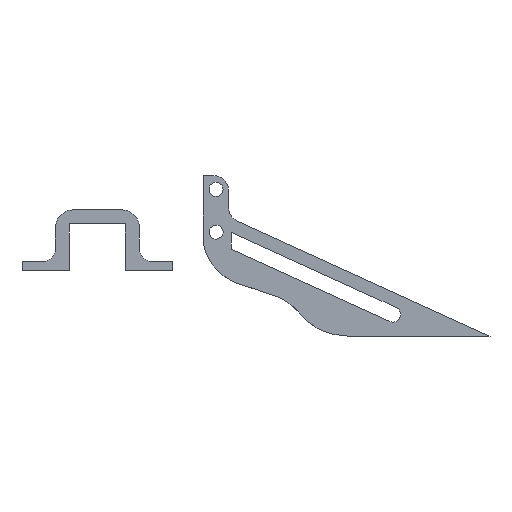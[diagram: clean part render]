
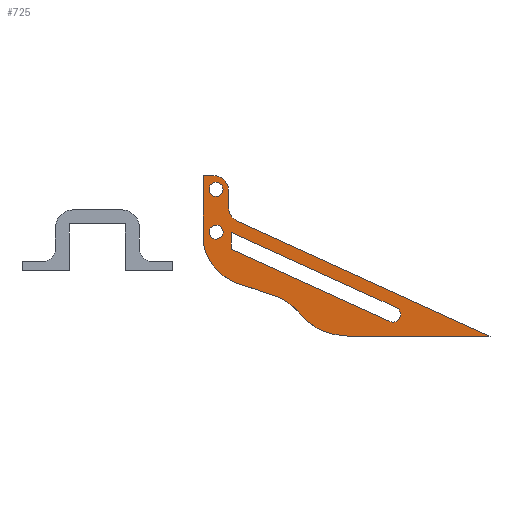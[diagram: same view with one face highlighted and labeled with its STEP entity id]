
A CAD part, left-side view. The second image highlights one B-rep face of the part: STEP entity #725.
In plain terms, the highlighted planar face has unit normal (-1, 0, 0).
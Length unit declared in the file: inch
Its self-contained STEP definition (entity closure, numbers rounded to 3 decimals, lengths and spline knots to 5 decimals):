
#14=(
BOUNDED_CURVE()
B_SPLINE_CURVE(5,(#1137,#1138,#1139,#1140,#1141,#1142,#1143,#1144,#1145,
#1146,#1147,#1148,#1149,#1150,#1151,#1152,#1153,#1154,#1155,#1156,#1157,
#1158,#1159,#1160,#1161),.UNSPECIFIED.,.F.,.F.)
B_SPLINE_CURVE_WITH_KNOTS((6,1,1,1,1,1,1,1,1,1,1,1,1,1,1,1,1,1,1,1,6),(0.,
0.05,0.1,0.15,0.2,0.25,0.3,0.35,0.4,0.45,0.5,0.55,0.6,0.65,0.7,0.75,0.8,
0.85,0.9,0.95,1.),.UNSPECIFIED.)
CURVE()
GEOMETRIC_REPRESENTATION_ITEM()
RATIONAL_B_SPLINE_CURVE((1.,1.,1.,1.,1.,1.,1.,1.,1.,1.,1.,1.,1.,1.,1.,1.,
1.,1.,1.,1.,1.,1.,1.,1.,1.))
REPRESENTATION_ITEM('')
);
#24=FACE_BOUND('',#120,.T.);
#25=FACE_BOUND('',#121,.T.);
#26=FACE_BOUND('',#122,.T.);
#44=PLANE('',#782);
#77=FACE_OUTER_BOUND('',#119,.T.);
#119=EDGE_LOOP('',(#603,#604,#605,#606,#607,#608,#609,#610));
#120=EDGE_LOOP('',(#611));
#121=EDGE_LOOP('',(#612,#613,#614,#615));
#122=EDGE_LOOP('',(#616,#617,#618));
#186=LINE('',#1133,#262);
#187=LINE('',#1135,#263);
#188=LINE('',#1163,#264);
#189=LINE('',#1165,#265);
#190=LINE('',#1168,#266);
#191=LINE('',#1171,#267);
#192=LINE('',#1173,#268);
#193=LINE('',#1176,#269);
#194=LINE('',#1182,#270);
#262=VECTOR('',#930,0.3937);
#263=VECTOR('',#931,0.3937);
#264=VECTOR('',#932,0.3937);
#265=VECTOR('',#933,0.3937);
#266=VECTOR('',#936,0.3937);
#267=VECTOR('',#937,0.3937);
#268=VECTOR('',#938,0.3937);
#269=VECTOR('',#941,0.3937);
#270=VECTOR('',#946,0.3937);
#306=CIRCLE('',#778,0.05906);
#308=CIRCLE('',#781,0.125);
#309=CIRCLE('',#783,0.125);
#310=CIRCLE('',#784,0.06437);
#311=CIRCLE('',#785,0.06437);
#312=CIRCLE('',#786,0.05906);
#354=VERTEX_POINT('',#1119);
#357=VERTEX_POINT('',#1126);
#358=VERTEX_POINT('',#1128);
#359=VERTEX_POINT('',#1132);
#360=VERTEX_POINT('',#1134);
#361=VERTEX_POINT('',#1136);
#362=VERTEX_POINT('',#1162);
#363=VERTEX_POINT('',#1164);
#364=VERTEX_POINT('',#1166);
#365=VERTEX_POINT('',#1169);
#366=VERTEX_POINT('',#1170);
#367=VERTEX_POINT('',#1172);
#368=VERTEX_POINT('',#1174);
#369=VERTEX_POINT('',#1177);
#370=VERTEX_POINT('',#1178);
#371=VERTEX_POINT('',#1180);
#441=EDGE_CURVE('',#354,#354,#306,.T.);
#444=EDGE_CURVE('',#357,#358,#308,.T.);
#446=EDGE_CURVE('',#359,#357,#186,.T.);
#447=EDGE_CURVE('',#360,#359,#187,.T.);
#448=EDGE_CURVE('',#360,#361,#14,.T.);
#449=EDGE_CURVE('',#362,#361,#188,.T.);
#450=EDGE_CURVE('',#363,#362,#189,.T.);
#451=EDGE_CURVE('',#364,#363,#309,.T.);
#452=EDGE_CURVE('',#364,#358,#190,.T.);
#453=EDGE_CURVE('',#365,#366,#191,.T.);
#454=EDGE_CURVE('',#367,#365,#192,.T.);
#455=EDGE_CURVE('',#368,#367,#310,.T.);
#456=EDGE_CURVE('',#366,#368,#193,.T.);
#457=EDGE_CURVE('',#369,#370,#311,.T.);
#458=EDGE_CURVE('',#371,#369,#312,.T.);
#459=EDGE_CURVE('',#370,#371,#194,.T.);
#603=ORIENTED_EDGE('',*,*,#444,.F.);
#604=ORIENTED_EDGE('',*,*,#446,.F.);
#605=ORIENTED_EDGE('',*,*,#447,.F.);
#606=ORIENTED_EDGE('',*,*,#448,.T.);
#607=ORIENTED_EDGE('',*,*,#449,.F.);
#608=ORIENTED_EDGE('',*,*,#450,.F.);
#609=ORIENTED_EDGE('',*,*,#451,.F.);
#610=ORIENTED_EDGE('',*,*,#452,.T.);
#611=ORIENTED_EDGE('',*,*,#441,.T.);
#612=ORIENTED_EDGE('',*,*,#453,.F.);
#613=ORIENTED_EDGE('',*,*,#454,.F.);
#614=ORIENTED_EDGE('',*,*,#455,.F.);
#615=ORIENTED_EDGE('',*,*,#456,.F.);
#616=ORIENTED_EDGE('',*,*,#457,.F.);
#617=ORIENTED_EDGE('',*,*,#458,.F.);
#618=ORIENTED_EDGE('',*,*,#459,.F.);
#725=ADVANCED_FACE('',(#77,#24,#25,#26),#44,.F.);
#778=AXIS2_PLACEMENT_3D('',#1121,#918,#919);
#781=AXIS2_PLACEMENT_3D('',#1129,#925,#926);
#782=AXIS2_PLACEMENT_3D('',#1131,#928,#929);
#783=AXIS2_PLACEMENT_3D('',#1167,#934,#935);
#784=AXIS2_PLACEMENT_3D('',#1175,#939,#940);
#785=AXIS2_PLACEMENT_3D('',#1179,#942,#943);
#786=AXIS2_PLACEMENT_3D('',#1181,#944,#945);
#918=DIRECTION('center_axis',(1.,0.,0.));
#919=DIRECTION('ref_axis',(0.,1.,0.));
#925=DIRECTION('center_axis',(1.,0.,0.));
#926=DIRECTION('ref_axis',(0.,-0.707,0.707));
#928=DIRECTION('center_axis',(1.,0.,0.));
#929=DIRECTION('ref_axis',(0.,1.,0.));
#930=DIRECTION('',(0.,-1.,0.));
#931=DIRECTION('',(0.,0.,1.));
#932=DIRECTION('',(0.,1.,0.));
#933=DIRECTION('',(0.,-0.91,-0.415));
#934=DIRECTION('center_axis',(-1.,0.,0.));
#935=DIRECTION('ref_axis',(0.,0.841,-0.541));
#936=DIRECTION('',(0.,0.,1.));
#937=DIRECTION('',(0.,0.,-1.));
#938=DIRECTION('',(0.,0.91,0.414));
#939=DIRECTION('center_axis',(-1.,0.,0.));
#940=DIRECTION('ref_axis',(0.,-0.414,0.91));
#941=DIRECTION('',(0.,-0.91,-0.414));
#942=DIRECTION('center_axis',(-1.,0.,0.));
#943=DIRECTION('ref_axis',(0.,0.414,-0.91));
#944=DIRECTION('center_axis',(-1.,0.,0.));
#945=DIRECTION('ref_axis',(0.,1.,0.));
#946=DIRECTION('',(0.,0.,1.));
#1119=CARTESIAN_POINT('',(8.00333,0.20401,0.68434));
#1121=CARTESIAN_POINT('Origin',(8.00333,0.26307,0.68434));
#1126=CARTESIAN_POINT('',(8.00333,0.28191,0.79997));
#1128=CARTESIAN_POINT('',(8.00333,0.15691,0.67497));
#1129=CARTESIAN_POINT('Origin',(8.00333,0.28191,0.67497));
#1131=CARTESIAN_POINT('Origin',(8.00333,-0.83933,-0.05223));
#1132=CARTESIAN_POINT('',(8.00333,0.36923,0.79997));
#1133=CARTESIAN_POINT('',(8.00333,0.36923,0.79997));
#1134=CARTESIAN_POINT('',(8.00333,0.36923,0.22229));
#1135=CARTESIAN_POINT('',(8.00333,0.36923,-0.55444));
#1136=CARTESIAN_POINT('',(8.00333,-0.87577,-0.55444));
#1137=CARTESIAN_POINT('Ctrl Pts',(8.00333,0.36923,0.22229));
#1138=CARTESIAN_POINT('Ctrl Pts',(8.00333,0.36501,0.20416));
#1139=CARTESIAN_POINT('Ctrl Pts',(8.00333,0.3554,0.16904));
#1140=CARTESIAN_POINT('Ctrl Pts',(8.00333,0.33749,0.11978));
#1141=CARTESIAN_POINT('Ctrl Pts',(8.00333,0.30657,0.06096));
#1142=CARTESIAN_POINT('Ctrl Pts',(8.00333,0.25624,-0.00115));
#1143=CARTESIAN_POINT('Ctrl Pts',(8.00333,0.19468,-0.05213));
#1144=CARTESIAN_POINT('Ctrl Pts',(8.00333,0.12304,-0.09281));
#1145=CARTESIAN_POINT('Ctrl Pts',(8.00333,0.04342,-0.12478));
#1146=CARTESIAN_POINT('Ctrl Pts',(8.00333,-0.04065,
-0.15075));
#1147=CARTESIAN_POINT('Ctrl Pts',(8.00333,-0.12476,-0.17416));
#1148=CARTESIAN_POINT('Ctrl Pts',(8.00333,-0.20445,-0.19854));
#1149=CARTESIAN_POINT('Ctrl Pts',(8.00333,-0.276,-0.22689));
#1150=CARTESIAN_POINT('Ctrl Pts',(8.00333,-0.3372,-0.26118));
#1151=CARTESIAN_POINT('Ctrl Pts',(8.00333,-0.38828,-0.30158));
#1152=CARTESIAN_POINT('Ctrl Pts',(8.00333,-0.43225,-0.34623));
#1153=CARTESIAN_POINT('Ctrl Pts',(8.00333,-0.47357,-0.39222));
#1154=CARTESIAN_POINT('Ctrl Pts',(8.00333,-0.51718,-0.43621));
#1155=CARTESIAN_POINT('Ctrl Pts',(8.00333,-0.56743,-0.47528));
#1156=CARTESIAN_POINT('Ctrl Pts',(8.00333,-0.62703,-0.50757));
#1157=CARTESIAN_POINT('Ctrl Pts',(8.00333,-0.69748,-0.53209));
#1158=CARTESIAN_POINT('Ctrl Pts',(8.00333,-0.76301,-0.54515));
#1159=CARTESIAN_POINT('Ctrl Pts',(8.00333,-0.81737,-0.55123));
#1160=CARTESIAN_POINT('Ctrl Pts',(8.00333,-0.85592,-0.55364));
#1161=CARTESIAN_POINT('Ctrl Pts',(8.00333,-0.87577,-0.55444));
#1162=CARTESIAN_POINT('',(8.00333,-2.04788,-0.55444));
#1163=CARTESIAN_POINT('',(8.00333,-2.04788,-0.55444));
#1164=CARTESIAN_POINT('',(8.00333,0.08373,0.41663));
#1165=CARTESIAN_POINT('',(8.00333,0.15691,0.44997));
#1166=CARTESIAN_POINT('',(8.00333,0.15691,0.53038));
#1167=CARTESIAN_POINT('Origin',(8.00333,0.03191,0.53038));
#1168=CARTESIAN_POINT('',(8.00333,0.15691,0.44997));
#1169=CARTESIAN_POINT('',(8.00333,0.13614,0.32106));
#1170=CARTESIAN_POINT('',(8.00333,0.13614,0.17966));
#1171=CARTESIAN_POINT('',(8.00333,0.13614,0.25181));
#1172=CARTESIAN_POINT('',(8.00333,-1.2556,-0.31148));
#1173=CARTESIAN_POINT('',(8.00333,0.17087,0.33685));
#1174=CARTESIAN_POINT('',(8.00333,-1.20233,-0.42867));
#1175=CARTESIAN_POINT('Origin',(8.00333,-1.22897,-0.37008));
#1176=CARTESIAN_POINT('',(8.00333,-1.20233,-0.42867));
#1177=CARTESIAN_POINT('',(8.00333,0.26045,0.26477));
#1178=CARTESIAN_POINT('',(8.00333,0.25887,0.25882));
#1179=CARTESIAN_POINT('Origin',(8.00333,0.19751,0.27825));
#1180=CARTESIAN_POINT('',(8.00333,0.25887,0.26486));
#1181=CARTESIAN_POINT('Origin',(8.00333,0.26307,0.32377));
#1182=CARTESIAN_POINT('',(8.00333,0.25887,-0.38272));
